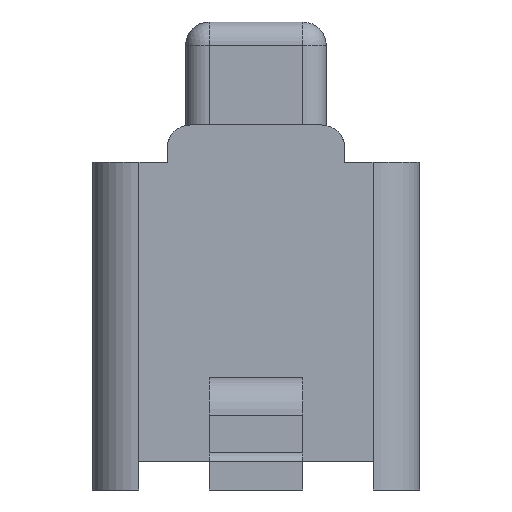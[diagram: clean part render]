
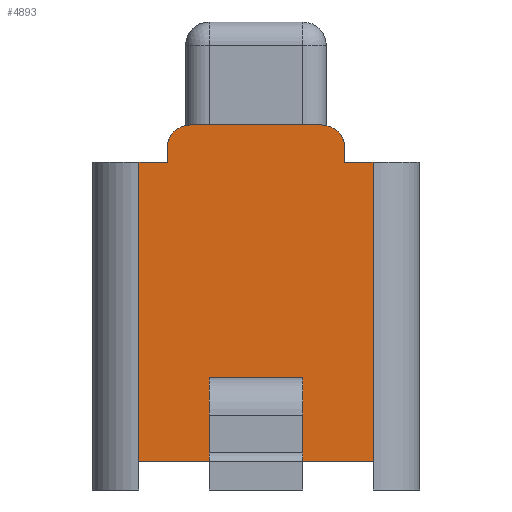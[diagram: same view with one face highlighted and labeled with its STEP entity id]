
A CAD part, left-side view. The second image highlights one B-rep face of the part: STEP entity #4893.
In plain terms, the highlighted planar face has unit normal (-1, 0, 0).
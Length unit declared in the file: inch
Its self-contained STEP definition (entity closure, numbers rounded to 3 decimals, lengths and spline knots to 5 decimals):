
#2182=CARTESIAN_POINT('',(-0.11811,0.01969,0.03543));
#2183=VERTEX_POINT('',#2182);
#2184=CARTESIAN_POINT('',(-0.11811,-0.01969,0.03543));
#2185=VERTEX_POINT('',#2184);
#2186=CARTESIAN_POINT('',(-0.11811,0.01969,0.03543));
#2187=DIRECTION('',(0.0,-1.0,0.0));
#2188=VECTOR('',#2187,0.03937);
#2189=LINE('',#2186,#2188);
#2190=EDGE_CURVE('',#2183,#2185,#2189,.T.);
#2222=CARTESIAN_POINT('',(-0.11811,0.01969,0.02362));
#2223=VERTEX_POINT('',#2222);
#2224=CARTESIAN_POINT('',(-0.11811,0.01969,0.02362));
#2225=DIRECTION('',(0.0,0.0,1.0));
#2226=VECTOR('',#2225,0.01181);
#2227=LINE('',#2224,#2226);
#2228=EDGE_CURVE('',#2223,#2183,#2227,.T.);
#2321=CARTESIAN_POINT('',(-0.11811,-0.01969,0.02362));
#2322=VERTEX_POINT('',#2321);
#2323=CARTESIAN_POINT('',(-0.11811,-0.01969,0.03543));
#2324=DIRECTION('',(0.0,0.0,-1.0));
#2325=VECTOR('',#2324,0.01181);
#2326=LINE('',#2323,#2325);
#2327=EDGE_CURVE('',#2185,#2322,#2326,.T.);
#2573=CARTESIAN_POINT('',(-0.11811,-0.01969,0.02362));
#2574=DIRECTION('',(0.0,1.0,0.0));
#2575=VECTOR('',#2574,0.03937);
#2576=LINE('',#2573,#2575);
#2577=EDGE_CURVE('',#2322,#2223,#2576,.T.);
#3017=CARTESIAN_POINT('',(-0.11811,0.04921,0.12598));
#3018=VERTEX_POINT('',#3017);
#3026=CARTESIAN_POINT('',(-0.11811,0.0374,0.12598));
#3027=VERTEX_POINT('',#3026);
#3028=CARTESIAN_POINT('',(-0.11811,0.04921,0.12598));
#3029=DIRECTION('',(0.0,-1.0,0.0));
#3030=VECTOR('',#3029,0.01181);
#3031=LINE('',#3028,#3030);
#3032=EDGE_CURVE('',#3018,#3027,#3031,.T.);
#3068=CARTESIAN_POINT('',(-0.11811,-0.0374,0.12598));
#3069=VERTEX_POINT('',#3068);
#3076=CARTESIAN_POINT('',(-0.11811,-0.04921,0.12598));
#3077=VERTEX_POINT('',#3076);
#3078=CARTESIAN_POINT('',(-0.11811,-0.0374,0.12598));
#3079=DIRECTION('',(0.0,-1.0,0.0));
#3080=VECTOR('',#3079,0.01181);
#3081=LINE('',#3078,#3080);
#3082=EDGE_CURVE('',#3069,#3077,#3081,.T.);
#3287=CARTESIAN_POINT('',(-0.11811,-0.0374,0.13189));
#3288=VERTEX_POINT('',#3287);
#3295=CARTESIAN_POINT('',(-0.11811,-0.0374,0.12598));
#3296=DIRECTION('',(0.0,0.0,1.0));
#3297=VECTOR('',#3296,0.00591);
#3298=LINE('',#3295,#3297);
#3299=EDGE_CURVE('',#3069,#3288,#3298,.T.);
#3384=CARTESIAN_POINT('',(-0.11811,0.0374,0.13189));
#3385=VERTEX_POINT('',#3384);
#3386=CARTESIAN_POINT('',(-0.11811,0.0374,0.12598));
#3387=DIRECTION('',(0.0,0.0,1.0));
#3388=VECTOR('',#3387,0.00591);
#3389=LINE('',#3386,#3388);
#3390=EDGE_CURVE('',#3027,#3385,#3389,.T.);
#3407=CARTESIAN_POINT('',(-0.11811,0.02756,0.14173));
#3408=VERTEX_POINT('',#3407);
#3409=CARTESIAN_POINT('',(-0.11811,0.02756,0.13189));
#3410=DIRECTION('',(1.0,0.0,0.0));
#3411=DIRECTION('',(0.0,0.707,0.707));
#3412=AXIS2_PLACEMENT_3D('',#3409,#3410,#3411);
#3413=CIRCLE('',#3412,0.00984);
#3414=EDGE_CURVE('',#3385,#3408,#3413,.T.);
#3482=CARTESIAN_POINT('',(-0.11811,-0.02756,0.14173));
#3483=VERTEX_POINT('',#3482);
#3484=CARTESIAN_POINT('',(-0.11811,-0.02756,0.13189));
#3485=DIRECTION('',(1.0,0.0,0.0));
#3486=DIRECTION('',(0.0,-0.707,0.707));
#3487=AXIS2_PLACEMENT_3D('',#3484,#3485,#3486);
#3488=CIRCLE('',#3487,0.00984);
#3489=EDGE_CURVE('',#3483,#3288,#3488,.T.);
#3771=CARTESIAN_POINT('',(-0.11811,-0.02756,0.14173));
#3772=DIRECTION('',(0.0,1.0,0.0));
#3773=VECTOR('',#3772,0.05512);
#3774=LINE('',#3771,#3773);
#3775=EDGE_CURVE('',#3483,#3408,#3774,.T.);
#4260=CARTESIAN_POINT('',(-0.11811,-0.04921,0.0));
#4261=VERTEX_POINT('',#4260);
#4518=CARTESIAN_POINT('',(-0.11811,0.04921,0.));
#4519=VERTEX_POINT('',#4518);
#4847=CARTESIAN_POINT('',(-0.11811,-0.04921,0.12598));
#4848=DIRECTION('',(0.0,0.0,-1.0));
#4849=VECTOR('',#4848,0.12598);
#4850=LINE('',#4847,#4849);
#4851=EDGE_CURVE('',#3077,#4261,#4850,.T.);
#4860=CARTESIAN_POINT('',(-0.11811,-0.05413,-0.00709));
#4861=DIRECTION('',(-1.0,0.0,0.0));
#4862=DIRECTION('',(0.0,0.0,1.0));
#4863=AXIS2_PLACEMENT_3D('',#4860,#4861,#4862);
#4864=PLANE('',#4863);
#4865=ORIENTED_EDGE('',*,*,#3414,.F.);
#4866=ORIENTED_EDGE('',*,*,#3390,.F.);
#4867=ORIENTED_EDGE('',*,*,#3032,.F.);
#4868=CARTESIAN_POINT('',(-0.11811,0.04921,0.));
#4869=DIRECTION('',(0.0,0.0,1.0));
#4870=VECTOR('',#4869,0.12598);
#4871=LINE('',#4868,#4870);
#4872=EDGE_CURVE('',#4519,#3018,#4871,.T.);
#4873=ORIENTED_EDGE('',*,*,#4872,.F.);
#4874=CARTESIAN_POINT('',(-0.11811,-0.04921,0.0));
#4875=DIRECTION('',(0.0,1.0,0.0));
#4876=VECTOR('',#4875,0.09843);
#4877=LINE('',#4874,#4876);
#4878=EDGE_CURVE('',#4261,#4519,#4877,.T.);
#4879=ORIENTED_EDGE('',*,*,#4878,.F.);
#4880=ORIENTED_EDGE('',*,*,#4851,.F.);
#4881=ORIENTED_EDGE('',*,*,#3082,.F.);
#4882=ORIENTED_EDGE('',*,*,#3299,.T.);
#4883=ORIENTED_EDGE('',*,*,#3489,.F.);
#4884=ORIENTED_EDGE('',*,*,#3775,.T.);
#4885=EDGE_LOOP('',(#4865,#4866,#4867,#4873,#4879,#4880,#4881,#4882,#4883,#4884));
#4886=FACE_OUTER_BOUND('',#4885,.T.);
#4887=ORIENTED_EDGE('',*,*,#2577,.T.);
#4888=ORIENTED_EDGE('',*,*,#2228,.T.);
#4889=ORIENTED_EDGE('',*,*,#2190,.T.);
#4890=ORIENTED_EDGE('',*,*,#2327,.T.);
#4891=EDGE_LOOP('',(#4887,#4888,#4889,#4890));
#4892=FACE_BOUND('',#4891,.T.);
#4893=ADVANCED_FACE('',(#4886,#4892),#4864,.T.);
